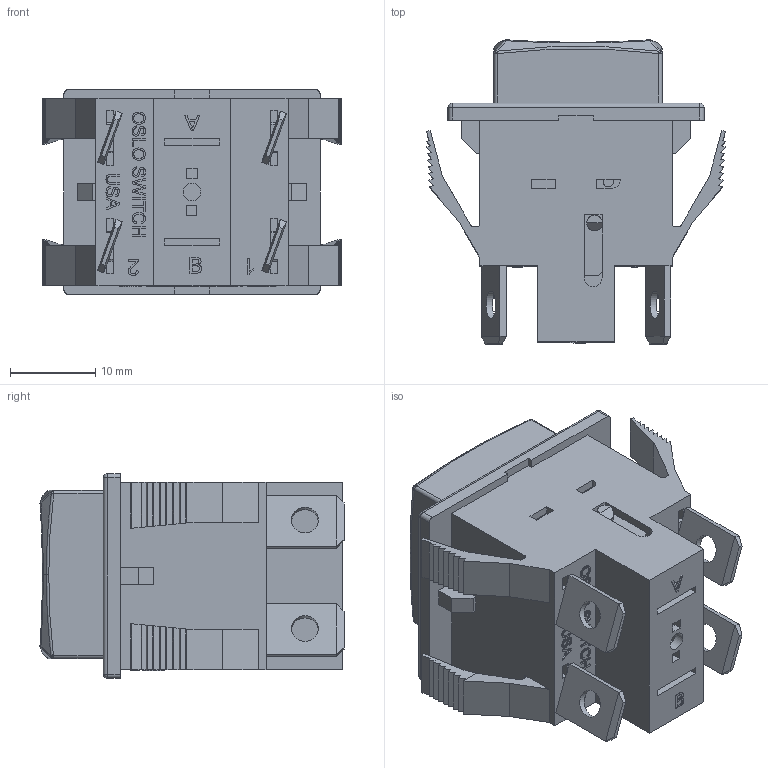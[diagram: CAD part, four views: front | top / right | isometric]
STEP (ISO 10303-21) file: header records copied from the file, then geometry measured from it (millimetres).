
FILE_DESCRIPTION(/* description */ (''),/* implementation_level */ '2;1');
FILE_NAME(/* name */ 'S Series Push Button Assembly.stp',/* time_stamp */ '2022-07-19T10:09:55-04:00',/* author */ ('dwiltbank'),/* organization */ (''),/* preprocessor_version */ 'ST-DEVELOPER v18.1',/* originating_system */ 'Autodesk Inventor 2022',/* authorisation */ '');
FILE_SCHEMA (('AUTOMOTIVE_DESIGN { 1 0 10303 214 3 1 1 }'));
Products named in the file (1): S Series Push Button Assembly_Simplify
Bounding box: 35.04 x 35.64 x 24 mm (x, y, z)
Volume: 6804.2 mm3; surface area: 11927.8 mm2
Topology: 1 solids, 2 shells, 1225 faces, 3434 edges, 2246 vertices
Faces by surface type: plane 878, bspline 193, cylinder 116, sphere 18, cone 14, torus 6
Full cylindrical faces by diameter (mm): 1.219 x2, 1.676 x1, 1.854 x1, 1.956 x1, 1.981 x1, 2.032 x4, 2.108 x1, 2.413 x1, 3.2 x4, 3.429 x1, 4.191 x1
Entity records: 51242 total; most frequent: CARTESIAN_POINT 19412, ORIENTED_EDGE 6846, DIRECTION 5421, EDGE_CURVE 3423, LINE 2687, VECTOR 2687, VERTEX_POINT 2246, AXIS2_PLACEMENT_3D 1367
